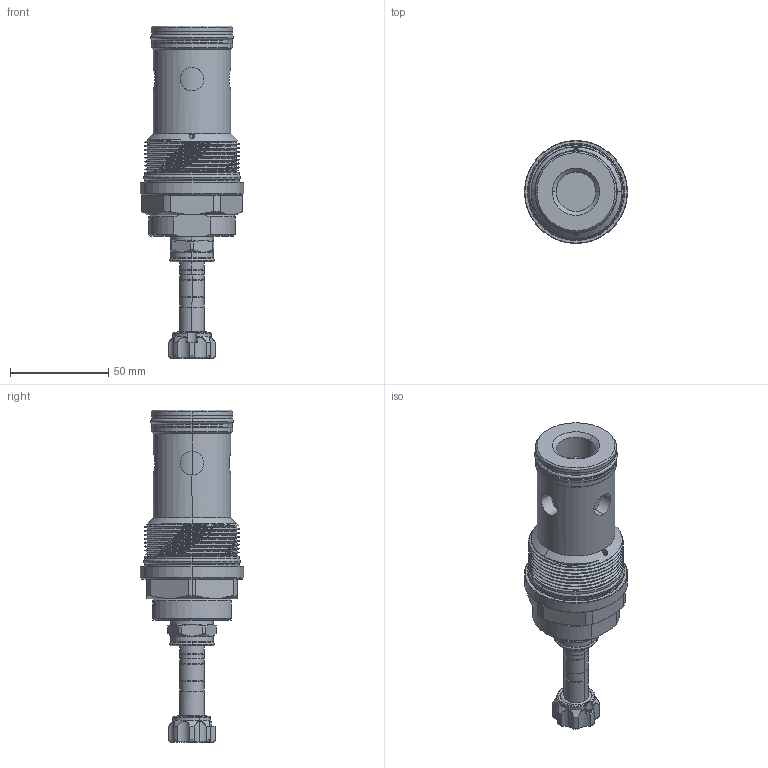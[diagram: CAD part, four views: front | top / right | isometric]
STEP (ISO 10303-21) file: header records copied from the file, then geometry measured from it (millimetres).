
FILE_DESCRIPTION (( 'STEP AP203' ), '1' );
FILE_NAME ('EP18A2A04N95.STEP', '2020-04-16T02:05:05', ( '' ), ( '' ), 'SwSTEP 2.0', 'SolidWorks 2018', '' );
FILE_SCHEMA (( 'CONFIG_CONTROL_DESIGN' ));
Length unit declared in the file: millimetre
Products named in the file (1): EP18A2A04N95
Bounding box: 52.37 x 52.37 x 168.6 mm (x, y, z)
Volume: 164266.3 mm3; surface area: 31612.5 mm2
Topology: 6 solids, 6 shells, 338 faces, 808 edges, 492 vertices
Faces by surface type: cylinder 151, cone 53, plane 50, torus 47, bspline 37
Entity records: 14990 total; most frequent: CARTESIAN_POINT 7416, ORIENTED_EDGE 1612, DIRECTION 1552, EDGE_CURVE 806, AXIS2_PLACEMENT_3D 658, VERTEX_POINT 492, EDGE_LOOP 362, CIRCLE 356
